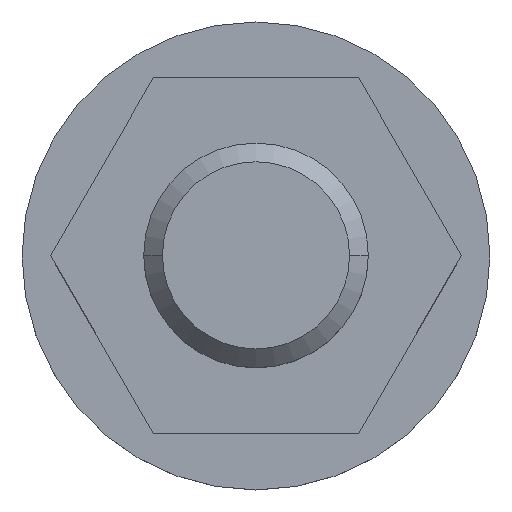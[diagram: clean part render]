
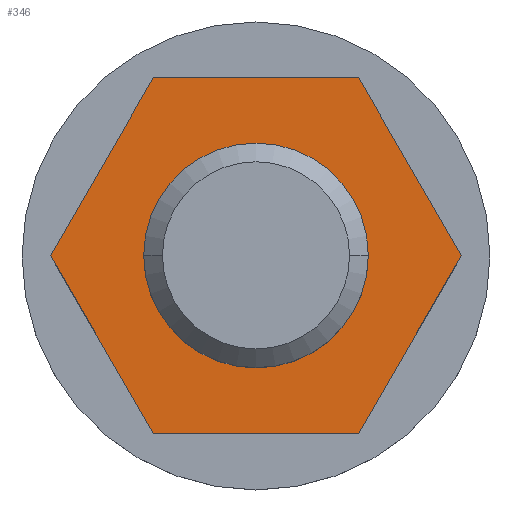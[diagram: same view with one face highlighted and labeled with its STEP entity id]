
A CAD part, top view. The second image highlights one B-rep face of the part: STEP entity #346.
In plain terms, the highlighted planar face has unit normal (0, 0, 1).
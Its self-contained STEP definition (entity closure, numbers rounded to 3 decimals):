
#24 = PLANE ( 'NONE',  #108 ) ;
#27 = CARTESIAN_POINT ( 'NONE',  ( 0., 9.5, 12. ) ) ;
#39 = ORIENTED_EDGE ( 'NONE', *, *, #638, .F. ) ;
#41 = EDGE_CURVE ( 'NONE', #236, #519, #275, .T. ) ;
#87 = CARTESIAN_POINT ( 'NONE',  ( 0., 0., 12. ) ) ;
#89 = LINE ( 'NONE', #748, #625 ) ;
#93 = FACE_BOUND ( 'NONE', #794, .T. ) ;
#98 = AXIS2_PLACEMENT_3D ( 'NONE', #605, #101, #602 ) ;
#99 = VERTEX_POINT ( 'NONE', #380 ) ;
#101 = DIRECTION ( 'NONE',  ( 0., 0., -1. ) ) ;
#108 = AXIS2_PLACEMENT_3D ( 'NONE', #87, #527, #517 ) ;
#109 = VECTOR ( 'NONE', #606, 1000. ) ;
#119 = VECTOR ( 'NONE', #436, 1000. ) ;
#131 = VERTEX_POINT ( 'NONE', #198 ) ;
#137 = ORIENTED_EDGE ( 'NONE', *, *, #504, .F. ) ;
#192 = LINE ( 'NONE', #630, #343 ) ;
#198 = CARTESIAN_POINT ( 'NONE',  ( 5.485, 9.5, 12. ) ) ;
#236 = VERTEX_POINT ( 'NONE', #422 ) ;
#241 = CARTESIAN_POINT ( 'NONE',  ( 0., 0., 12. ) ) ;
#266 = DIRECTION ( 'NONE',  ( -0.5, 0.866, 0. ) ) ;
#275 = CIRCLE ( 'NONE', #410, 6. ) ;
#289 = VERTEX_POINT ( 'NONE', #361 ) ;
#328 = ORIENTED_EDGE ( 'NONE', *, *, #812, .F. ) ;
#343 = VECTOR ( 'NONE', #842, 1000. ) ;
#346 = ADVANCED_FACE ( 'NONE', ( #572, #93 ), #24, .T. ) ;
#348 = ORIENTED_EDGE ( 'NONE', *, *, #609, .F. ) ;
#354 = LINE ( 'NONE', #27, #920 ) ;
#360 = EDGE_CURVE ( 'NONE', #776, #99, #914, .T. ) ;
#361 = CARTESIAN_POINT ( 'NONE',  ( 10.97, 0., 12. ) ) ;
#367 = DIRECTION ( 'NONE',  ( 1., 0., 0. ) ) ;
#380 = CARTESIAN_POINT ( 'NONE',  ( -5.485, -9.5, 12. ) ) ;
#410 = AXIS2_PLACEMENT_3D ( 'NONE', #241, #607, #621 ) ;
#415 = VERTEX_POINT ( 'NONE', #544 ) ;
#416 = CARTESIAN_POINT ( 'NONE',  ( -8.227, 4.75, 12. ) ) ;
#422 = CARTESIAN_POINT ( 'NONE',  ( 6., 0., 12. ) ) ;
#436 = DIRECTION ( 'NONE',  ( 0.5, 0.866, 0. ) ) ;
#443 = DIRECTION ( 'NONE',  ( -0.5, -0.866, 0. ) ) ;
#469 = ORIENTED_EDGE ( 'NONE', *, *, #797, .T. ) ;
#471 = VERTEX_POINT ( 'NONE', #558 ) ;
#481 = EDGE_CURVE ( 'NONE', #131, #289, #192, .T. ) ;
#482 = ORIENTED_EDGE ( 'NONE', *, *, #41, .T. ) ;
#504 = EDGE_CURVE ( 'NONE', #99, #415, #706, .T. ) ;
#517 = DIRECTION ( 'NONE',  ( 1., 0., 0. ) ) ;
#519 = VERTEX_POINT ( 'NONE', #641 ) ;
#527 = DIRECTION ( 'NONE',  ( 0., 0., 1. ) ) ;
#528 = ORIENTED_EDGE ( 'NONE', *, *, #481, .F. ) ;
#544 = CARTESIAN_POINT ( 'NONE',  ( -10.97, 0., 12. ) ) ;
#558 = CARTESIAN_POINT ( 'NONE',  ( -5.485, 9.5, 12. ) ) ;
#572 = FACE_OUTER_BOUND ( 'NONE', #574, .T. ) ;
#574 = EDGE_LOOP ( 'NONE', ( #137, #893, #39, #528, #328, #348 ) ) ;
#602 = DIRECTION ( 'NONE',  ( 1., 0., 0. ) ) ;
#605 = CARTESIAN_POINT ( 'NONE',  ( 0., 0., 12. ) ) ;
#606 = DIRECTION ( 'NONE',  ( -1., 0., 0. ) ) ;
#607 = DIRECTION ( 'NONE',  ( 0., 0., -1. ) ) ;
#609 = EDGE_CURVE ( 'NONE', #415, #471, #902, .T. ) ;
#621 = DIRECTION ( 'NONE',  ( 1., 0., 0. ) ) ;
#625 = VECTOR ( 'NONE', #443, 1000. ) ;
#630 = CARTESIAN_POINT ( 'NONE',  ( 8.227, 4.75, 12. ) ) ;
#638 = EDGE_CURVE ( 'NONE', #289, #776, #89, .T. ) ;
#641 = CARTESIAN_POINT ( 'NONE',  ( -6., 0., 12. ) ) ;
#680 = CARTESIAN_POINT ( 'NONE',  ( 0., -9.5, 12. ) ) ;
#706 = LINE ( 'NONE', #913, #864 ) ;
#748 = CARTESIAN_POINT ( 'NONE',  ( 8.227, -4.75, 12. ) ) ;
#776 = VERTEX_POINT ( 'NONE', #802 ) ;
#794 = EDGE_LOOP ( 'NONE', ( #482, #469 ) ) ;
#797 = EDGE_CURVE ( 'NONE', #519, #236, #875, .T. ) ;
#802 = CARTESIAN_POINT ( 'NONE',  ( 5.485, -9.5, 12. ) ) ;
#812 = EDGE_CURVE ( 'NONE', #471, #131, #354, .T. ) ;
#842 = DIRECTION ( 'NONE',  ( 0.5, -0.866, 0. ) ) ;
#864 = VECTOR ( 'NONE', #266, 1000. ) ;
#875 = CIRCLE ( 'NONE', #98, 6. ) ;
#893 = ORIENTED_EDGE ( 'NONE', *, *, #360, .F. ) ;
#902 = LINE ( 'NONE', #416, #119 ) ;
#913 = CARTESIAN_POINT ( 'NONE',  ( -8.227, -4.75, 12. ) ) ;
#914 = LINE ( 'NONE', #680, #109 ) ;
#920 = VECTOR ( 'NONE', #367, 1000. ) ;
